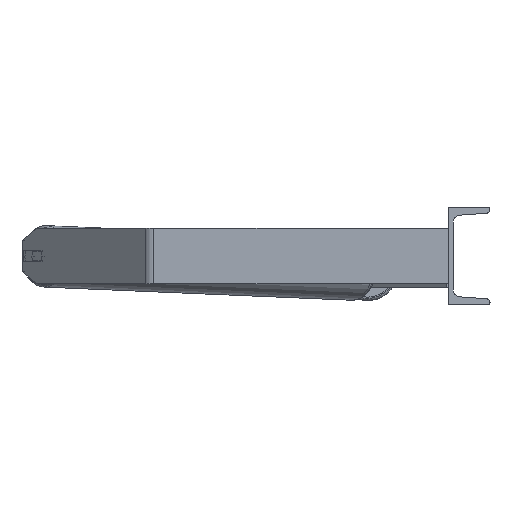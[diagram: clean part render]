
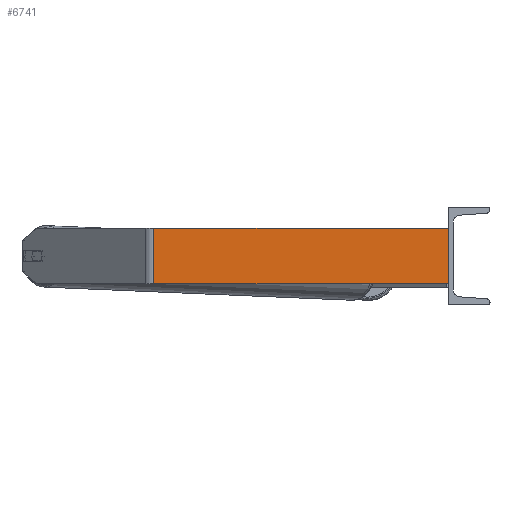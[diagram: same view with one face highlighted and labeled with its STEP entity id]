
A CAD part, left-side view. The second image highlights one B-rep face of the part: STEP entity #6741.
In plain terms, the highlighted planar face has unit normal (-1, 0, 0).
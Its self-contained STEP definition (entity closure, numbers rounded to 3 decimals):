
#237 = DIRECTION ( 'NONE',  ( 0., 0., -1. ) ) ;
#368 = CARTESIAN_POINT ( 'NONE',  ( -985., 432.937, -40. ) ) ;
#770 = VERTEX_POINT ( 'NONE', #6393 ) ;
#960 = LINE ( 'NONE', #4418, #7518 ) ;
#994 = DIRECTION ( 'NONE',  ( 0., -1., 0. ) ) ;
#1042 = CARTESIAN_POINT ( 'NONE',  ( -985., 426.31, -40. ) ) ;
#1146 = DIRECTION ( 'NONE',  ( 0., 0., -1. ) ) ;
#1647 = ORIENTED_EDGE ( 'NONE', *, *, #6586, .F. ) ;
#1734 = CARTESIAN_POINT ( 'NONE',  ( -985., 432.937, 40. ) ) ;
#1778 = PLANE ( 'NONE',  #2475 ) ;
#1948 = CARTESIAN_POINT ( 'NONE',  ( -985., 426.31, 40. ) ) ;
#1967 = EDGE_CURVE ( 'NONE', #6410, #2308, #960, .T. ) ;
#2178 = CARTESIAN_POINT ( 'NONE',  ( -985., 432.937, 40. ) ) ;
#2308 = VERTEX_POINT ( 'NONE', #8155 ) ;
#2438 = LINE ( 'NONE', #368, #5540 ) ;
#2475 = AXIS2_PLACEMENT_3D ( 'NONE', #1734, #8526, #4382 ) ;
#2967 = ORIENTED_EDGE ( 'NONE', *, *, #1967, .F. ) ;
#3544 = LINE ( 'NONE', #2178, #4218 ) ;
#4218 = VECTOR ( 'NONE', #4962, 1000. ) ;
#4382 = DIRECTION ( 'NONE',  ( 0., 1., 0. ) ) ;
#4418 = CARTESIAN_POINT ( 'NONE',  ( -985., 0., 40. ) ) ;
#4962 = DIRECTION ( 'NONE',  ( 0., -1., 0. ) ) ;
#5048 = FACE_OUTER_BOUND ( 'NONE', #7145, .T. ) ;
#5078 = VECTOR ( 'NONE', #1146, 1000. ) ;
#5388 = ORIENTED_EDGE ( 'NONE', *, *, #5746, .T. ) ;
#5540 = VECTOR ( 'NONE', #994, 1000. ) ;
#5746 = EDGE_CURVE ( 'NONE', #770, #8049, #7433, .T. ) ;
#6393 = CARTESIAN_POINT ( 'NONE',  ( -985., 426.31, 40. ) ) ;
#6410 = VERTEX_POINT ( 'NONE', #8046 ) ;
#6586 = EDGE_CURVE ( 'NONE', #770, #6410, #3544, .T. ) ;
#6741 = ADVANCED_FACE ( 'NONE', ( #5048 ), #1778, .F. ) ;
#7145 = EDGE_LOOP ( 'NONE', ( #7188, #2967, #1647, #5388 ) ) ;
#7188 = ORIENTED_EDGE ( 'NONE', *, *, #7212, .T. ) ;
#7212 = EDGE_CURVE ( 'NONE', #8049, #2308, #2438, .T. ) ;
#7433 = LINE ( 'NONE', #1948, #5078 ) ;
#7518 = VECTOR ( 'NONE', #237, 1000. ) ;
#8046 = CARTESIAN_POINT ( 'NONE',  ( -985., 0., 40. ) ) ;
#8049 = VERTEX_POINT ( 'NONE', #1042 ) ;
#8155 = CARTESIAN_POINT ( 'NONE',  ( -985., 0., -40. ) ) ;
#8526 = DIRECTION ( 'NONE',  ( 1., 0., 0. ) ) ;
